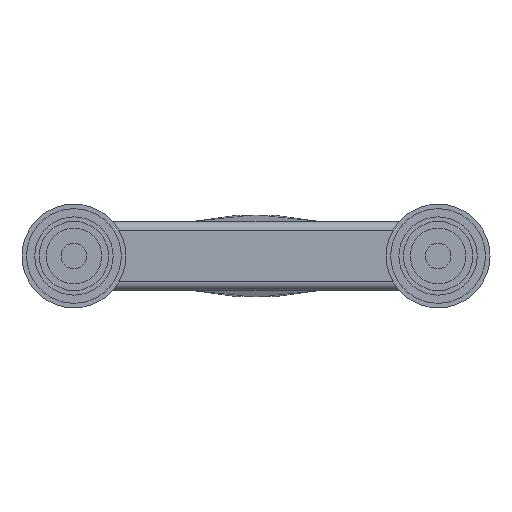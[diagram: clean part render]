
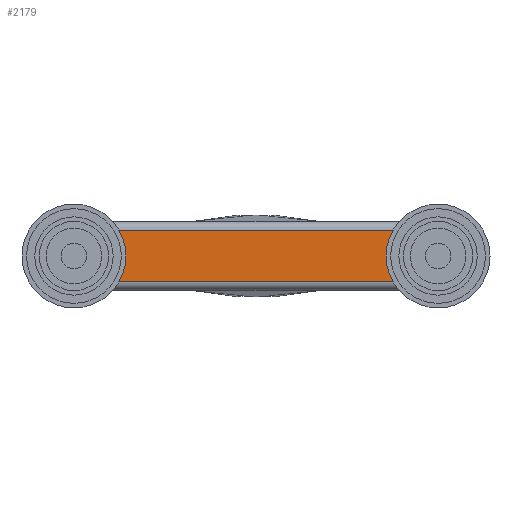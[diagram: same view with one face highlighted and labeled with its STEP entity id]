
A CAD part, front view. The second image highlights one B-rep face of the part: STEP entity #2179.
In plain terms, the highlighted planar face has unit normal (0, -1, 0).
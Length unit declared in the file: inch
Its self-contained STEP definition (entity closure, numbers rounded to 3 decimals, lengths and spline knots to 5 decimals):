
#54 = CARTESIAN_POINT ( 'NONE',  ( 2., -0.18, -0.25 ) ) ;
#70 = CIRCLE ( 'NONE', #113, 0.50055 ) ;
#113 = AXIS2_PLACEMENT_3D ( 'NONE', #3097, #1072, #2327 ) ;
#138 = CARTESIAN_POINT ( 'NONE',  ( -2., -0.18, -0.25 ) ) ;
#154 = DIRECTION ( 'NONE',  ( 0., -1., 0. ) ) ;
#183 = DIRECTION ( 'NONE',  ( 0., 0., -1. ) ) ;
#208 = AXIS2_PLACEMENT_3D ( 'NONE', #232, #2632, #609 ) ;
#232 = CARTESIAN_POINT ( 'NONE',  ( -2., -0.18, 0. ) ) ;
#238 = DIRECTION ( 'NONE',  ( 0., 0., -1. ) ) ;
#266 = CIRCLE ( 'NONE', #2616, 0.25 ) ;
#564 = CIRCLE ( 'NONE', #1159, 0.25 ) ;
#586 = EDGE_CURVE ( 'NONE', #3058, #4975, #1594, .T. ) ;
#609 = DIRECTION ( 'NONE',  ( 0., 0., -1. ) ) ;
#700 = VECTOR ( 'NONE', #2527, 39.37008 ) ;
#773 = CARTESIAN_POINT ( 'NONE',  ( -1.79445, -0.18, 0. ) ) ;
#850 = VERTEX_POINT ( 'NONE', #3803 ) ;
#854 = VERTEX_POINT ( 'NONE', #2566 ) ;
#955 = EDGE_CURVE ( 'NONE', #854, #3058, #5205, .T. ) ;
#985 = DIRECTION ( 'NONE',  ( 0., 0., -1. ) ) ;
#1072 = DIRECTION ( 'NONE',  ( 0., -1., 0. ) ) ;
#1117 = CIRCLE ( 'NONE', #2558, 0.25 ) ;
#1140 = FACE_BOUND ( 'NONE', #1808, .T. ) ;
#1159 = AXIS2_PLACEMENT_3D ( 'NONE', #4159, #154, #985 ) ;
#1200 = DIRECTION ( 'NONE',  ( 0., -1., 0. ) ) ;
#1363 = CARTESIAN_POINT ( 'NONE',  ( -2., -0.18, 0. ) ) ;
#1395 = EDGE_CURVE ( 'NONE', #4975, #1419, #2864, .T. ) ;
#1410 = DIRECTION ( 'NONE',  ( 0., -1., 0. ) ) ;
#1419 = VERTEX_POINT ( 'NONE', #2899 ) ;
#1594 = CIRCLE ( 'NONE', #4589, 0.50055 ) ;
#1641 = VERTEX_POINT ( 'NONE', #138 ) ;
#1753 = DIRECTION ( 'NONE',  ( 0., -1., 0. ) ) ;
#1783 = PLANE ( 'NONE',  #1993 ) ;
#1808 = EDGE_LOOP ( 'NONE', ( #2794, #2267 ) ) ;
#1902 = FACE_OUTER_BOUND ( 'NONE', #2320, .T. ) ;
#1993 = AXIS2_PLACEMENT_3D ( 'NONE', #2981, #1410, #183 ) ;
#2159 = DIRECTION ( 'NONE',  ( 0., 0., -1. ) ) ;
#2179 = ADVANCED_FACE ( 'NONE', ( #1140, #4578, #1902 ), #1783, .T. ) ;
#2267 = ORIENTED_EDGE ( 'NONE', *, *, #4368, .F. ) ;
#2275 = CARTESIAN_POINT ( 'NONE',  ( -2.20594, -0.18, 0.285 ) ) ;
#2320 = EDGE_LOOP ( 'NONE', ( #4801, #3108, #3841, #2772 ) ) ;
#2327 = DIRECTION ( 'NONE',  ( 0., 0., -1. ) ) ;
#2350 = DIRECTION ( 'NONE',  ( 0., 0., -1. ) ) ;
#2426 = VERTEX_POINT ( 'NONE', #54 ) ;
#2527 = DIRECTION ( 'NONE',  ( 1., 0., 0. ) ) ;
#2558 = AXIS2_PLACEMENT_3D ( 'NONE', #5002, #1753, #2159 ) ;
#2566 = CARTESIAN_POINT ( 'NONE',  ( 2.20594, -0.18, 0.285 ) ) ;
#2616 = AXIS2_PLACEMENT_3D ( 'NONE', #1363, #4625, #238 ) ;
#2632 = DIRECTION ( 'NONE',  ( 0., -1., 0. ) ) ;
#2633 = DIRECTION ( 'NONE',  ( -1., 0., 0. ) ) ;
#2772 = ORIENTED_EDGE ( 'NONE', *, *, #586, .T. ) ;
#2794 = ORIENTED_EDGE ( 'NONE', *, *, #3806, .F. ) ;
#2837 = VERTEX_POINT ( 'NONE', #3133 ) ;
#2864 = LINE ( 'NONE', #3747, #700 ) ;
#2899 = CARTESIAN_POINT ( 'NONE',  ( 2.20594, -0.18, -0.285 ) ) ;
#2981 = CARTESIAN_POINT ( 'NONE',  ( -1.79445, -0.18, 0. ) ) ;
#3058 = VERTEX_POINT ( 'NONE', #4358 ) ;
#3097 = CARTESIAN_POINT ( 'NONE',  ( 1.79445, -0.18, 0. ) ) ;
#3108 = ORIENTED_EDGE ( 'NONE', *, *, #4961, .T. ) ;
#3133 = CARTESIAN_POINT ( 'NONE',  ( 2., -0.18, 0.25 ) ) ;
#3388 = EDGE_CURVE ( 'NONE', #1641, #850, #266, .T. ) ;
#3747 = CARTESIAN_POINT ( 'NONE',  ( 2.20594, -0.18, -0.285 ) ) ;
#3803 = CARTESIAN_POINT ( 'NONE',  ( -2., -0.18, 0.25 ) ) ;
#3806 = EDGE_CURVE ( 'NONE', #2837, #2426, #1117, .T. ) ;
#3841 = ORIENTED_EDGE ( 'NONE', *, *, #955, .T. ) ;
#4159 = CARTESIAN_POINT ( 'NONE',  ( 2., -0.18, 0. ) ) ;
#4226 = CIRCLE ( 'NONE', #208, 0.25 ) ;
#4358 = CARTESIAN_POINT ( 'NONE',  ( -2.20594, -0.18, 0.285 ) ) ;
#4368 = EDGE_CURVE ( 'NONE', #2426, #2837, #564, .T. ) ;
#4414 = ORIENTED_EDGE ( 'NONE', *, *, #3388, .F. ) ;
#4507 = EDGE_CURVE ( 'NONE', #850, #1641, #4226, .T. ) ;
#4524 = VECTOR ( 'NONE', #2633, 39.37008 ) ;
#4578 = FACE_BOUND ( 'NONE', #4743, .T. ) ;
#4589 = AXIS2_PLACEMENT_3D ( 'NONE', #773, #1200, #2350 ) ;
#4625 = DIRECTION ( 'NONE',  ( 0., -1., 0. ) ) ;
#4743 = EDGE_LOOP ( 'NONE', ( #5126, #4414 ) ) ;
#4801 = ORIENTED_EDGE ( 'NONE', *, *, #1395, .T. ) ;
#4961 = EDGE_CURVE ( 'NONE', #1419, #854, #70, .T. ) ;
#4975 = VERTEX_POINT ( 'NONE', #5199 ) ;
#5002 = CARTESIAN_POINT ( 'NONE',  ( 2., -0.18, 0. ) ) ;
#5126 = ORIENTED_EDGE ( 'NONE', *, *, #4507, .F. ) ;
#5199 = CARTESIAN_POINT ( 'NONE',  ( -2.20594, -0.18, -0.285 ) ) ;
#5205 = LINE ( 'NONE', #2275, #4524 ) ;
